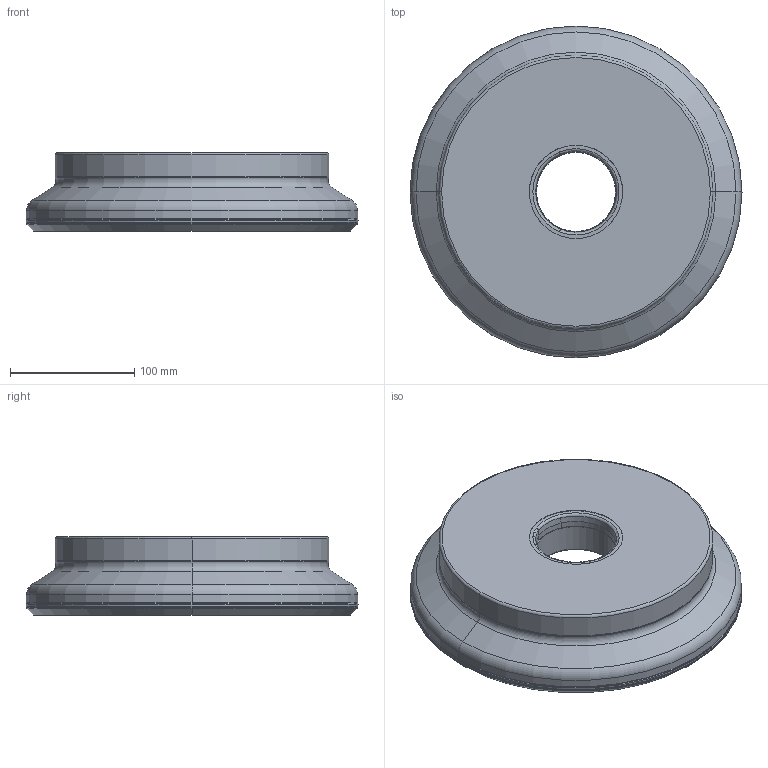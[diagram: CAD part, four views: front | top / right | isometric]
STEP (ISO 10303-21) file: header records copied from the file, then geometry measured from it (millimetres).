
FILE_DESCRIPTION(/* description */ (''),/* implementation_level */ '2;1');
FILE_NAME(/* name */ 'WSX445UR1010MN_IR0_047.stp',/* time_stamp */ '2023-11-01T14:18:52+09:00',/* author */ (''),/* organization */ (''),/* preprocessor_version */ 'ST-DEVELOPER v16',/* originating_system */ 'SIEMENS PLM Software NX 10.0',/* authorisation */ '');
FILE_SCHEMA (('AUTOMOTIVE_DESIGN { 1 0 10303 214 3 1 1 1 }'));
Length unit declared in the file: millimetre
Products named in the file (1): WSX445UR1010MN_IR0_047_ASM
Bounding box: 266.86 x 266.86 x 63.5 mm (x, y, z)
Volume: 2001479 mm3; surface area: 195052.7 mm2
Topology: 2 solids, 2 shells, 115 faces, 263 edges, 186 vertices
Faces by surface type: torus 62, cone 32, cylinder 14, plane 7
Entity records: 3468 total; most frequent: DIRECTION 702, CARTESIAN_POINT 598, ORIENTED_EDGE 466, AXIS2_PLACEMENT_3D 324, EDGE_CURVE 233, CIRCLE 201, VERTEX_POINT 125, EDGE_LOOP 122
